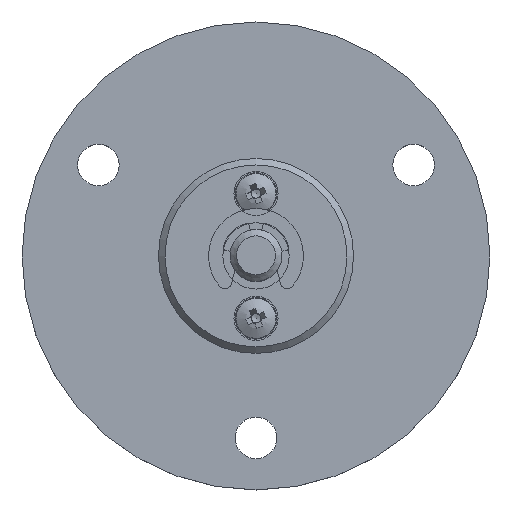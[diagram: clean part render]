
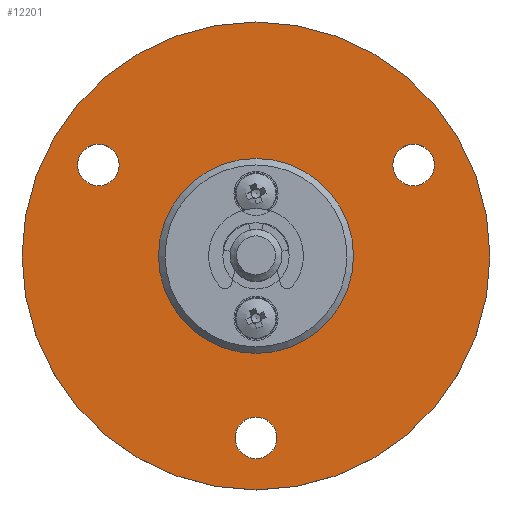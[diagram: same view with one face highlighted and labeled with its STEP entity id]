
A CAD part, top view. The second image highlights one B-rep face of the part: STEP entity #12201.
In plain terms, the highlighted planar face has unit normal (0, 0, 1).
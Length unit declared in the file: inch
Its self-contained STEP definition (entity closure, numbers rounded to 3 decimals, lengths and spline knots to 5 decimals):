
#20 = DIRECTION ( 'NONE',  ( 0., 0., 1. ) ) ;
#328 = CARTESIAN_POINT ( 'NONE',  ( 0.47734, 0.33858, -1.02362 ) ) ;
#510 = DIRECTION ( 'NONE',  ( 0., 0., 1. ) ) ;
#803 = CIRCLE ( 'NONE', #10028, 0.06299 ) ;
#826 = VERTEX_POINT ( 'NONE', #18744 ) ;
#1094 = AXIS2_PLACEMENT_3D ( 'NONE', #9000, #13951, #20504 ) ;
#1404 = FACE_BOUND ( 'NONE', #16926, .T. ) ;
#2383 = ORIENTED_EDGE ( 'NONE', *, *, #12274, .F. ) ;
#2801 = DIRECTION ( 'NONE',  ( 0., 0., 1. ) ) ;
#2890 = PLANE ( 'NONE',  #20318 ) ;
#3004 = CARTESIAN_POINT ( 'NONE',  ( 0.47734, 0.27559, -1.02362 ) ) ;
#3290 = CIRCLE ( 'NONE', #18046, 0.70866 ) ;
#4232 = ORIENTED_EDGE ( 'NONE', *, *, #8338, .F. ) ;
#4380 = DIRECTION ( 'NONE',  ( 0., 0., -1. ) ) ;
#4484 = DIRECTION ( 'NONE',  ( 0., -1., 0. ) ) ;
#4946 = DIRECTION ( 'NONE',  ( 0., -1., 0. ) ) ;
#5242 = VERTEX_POINT ( 'NONE', #328 ) ;
#6337 = CARTESIAN_POINT ( 'NONE',  ( 0., -0.29528, -1.02362 ) ) ;
#6983 = EDGE_CURVE ( 'NONE', #12653, #12653, #3290, .T. ) ;
#7036 = DIRECTION ( 'NONE',  ( 0., 1., 0. ) ) ;
#7038 = EDGE_LOOP ( 'NONE', ( #15415 ) ) ;
#7359 = CARTESIAN_POINT ( 'NONE',  ( 0., 0., -1.02362 ) ) ;
#7472 = CARTESIAN_POINT ( 'NONE',  ( -0.47734, 0.33858, -1.02362 ) ) ;
#7835 = FACE_OUTER_BOUND ( 'NONE', #11012, .T. ) ;
#8338 = EDGE_CURVE ( 'NONE', #19531, #19531, #20333, .T. ) ;
#8809 = ORIENTED_EDGE ( 'NONE', *, *, #6983, .F. ) ;
#8889 = ORIENTED_EDGE ( 'NONE', *, *, #18582, .F. ) ;
#9000 = CARTESIAN_POINT ( 'NONE',  ( -0.47734, 0.27559, -1.02362 ) ) ;
#9429 = DIRECTION ( 'NONE',  ( 0., 0., -1. ) ) ;
#10028 = AXIS2_PLACEMENT_3D ( 'NONE', #17148, #510, #7036 ) ;
#10741 = FACE_BOUND ( 'NONE', #17589, .T. ) ;
#10964 = DIRECTION ( 'NONE',  ( 0., -1., 0. ) ) ;
#11012 = EDGE_LOOP ( 'NONE', ( #8809 ) ) ;
#11057 = FACE_BOUND ( 'NONE', #7038, .T. ) ;
#11782 = CARTESIAN_POINT ( 'NONE',  ( 0., 0., -1.02362 ) ) ;
#12072 = EDGE_LOOP ( 'NONE', ( #2383 ) ) ;
#12201 = ADVANCED_FACE ( 'NONE', ( #1404, #7835, #11057, #13944, #10741 ), #2890, .F. ) ;
#12274 = EDGE_CURVE ( 'NONE', #5242, #5242, #21008, .T. ) ;
#12653 = VERTEX_POINT ( 'NONE', #19225 ) ;
#13944 = FACE_BOUND ( 'NONE', #12072, .T. ) ;
#13951 = DIRECTION ( 'NONE',  ( 0., 0., 1. ) ) ;
#15294 = VERTEX_POINT ( 'NONE', #7472 ) ;
#15415 = ORIENTED_EDGE ( 'NONE', *, *, #20588, .F. ) ;
#16926 = EDGE_LOOP ( 'NONE', ( #4232 ) ) ;
#17148 = CARTESIAN_POINT ( 'NONE',  ( 0., -0.55118, -1.02362 ) ) ;
#17589 = EDGE_LOOP ( 'NONE', ( #8889 ) ) ;
#17620 = CARTESIAN_POINT ( 'NONE',  ( -0.27511, 0., -1.02362 ) ) ;
#17962 = AXIS2_PLACEMENT_3D ( 'NONE', #3004, #2801, #18897 ) ;
#18046 = AXIS2_PLACEMENT_3D ( 'NONE', #7359, #4380, #4484 ) ;
#18582 = EDGE_CURVE ( 'NONE', #15294, #15294, #20604, .T. ) ;
#18744 = CARTESIAN_POINT ( 'NONE',  ( 0., -0.48819, -1.02362 ) ) ;
#18897 = DIRECTION ( 'NONE',  ( 0., 1., 0. ) ) ;
#19225 = CARTESIAN_POINT ( 'NONE',  ( 0., -0.70866, -1.02362 ) ) ;
#19328 = AXIS2_PLACEMENT_3D ( 'NONE', #11782, #20, #4946 ) ;
#19531 = VERTEX_POINT ( 'NONE', #6337 ) ;
#20318 = AXIS2_PLACEMENT_3D ( 'NONE', #17620, #9429, #10964 ) ;
#20333 = CIRCLE ( 'NONE', #19328, 0.29528 ) ;
#20504 = DIRECTION ( 'NONE',  ( 0., 1., 0. ) ) ;
#20588 = EDGE_CURVE ( 'NONE', #826, #826, #803, .T. ) ;
#20604 = CIRCLE ( 'NONE', #1094, 0.06299 ) ;
#21008 = CIRCLE ( 'NONE', #17962, 0.06299 ) ;
